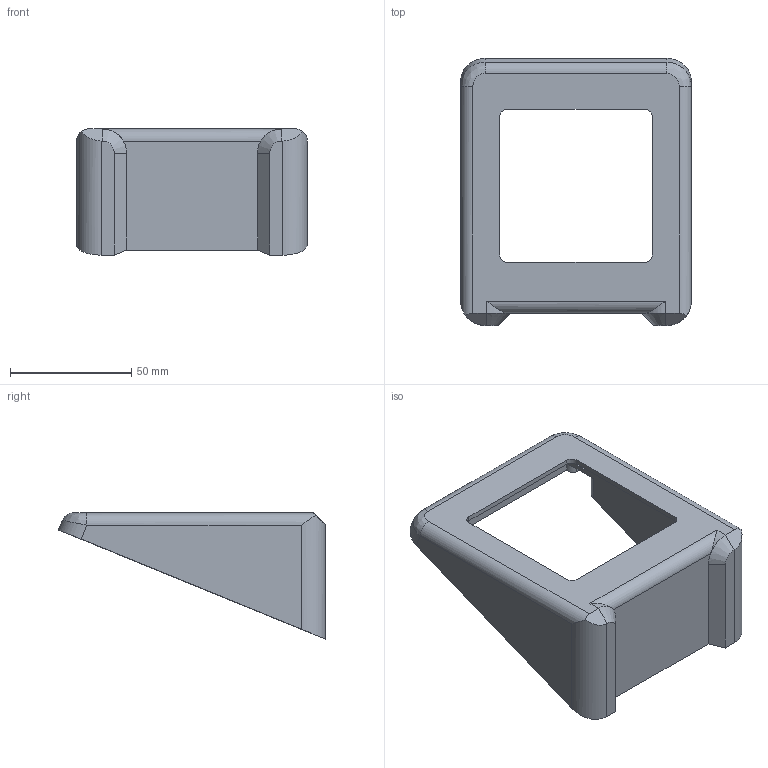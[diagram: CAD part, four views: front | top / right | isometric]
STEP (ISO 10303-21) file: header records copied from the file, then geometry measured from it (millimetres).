
FILE_DESCRIPTION (( 'STEP AP203' ), '1' );
FILE_NAME ('Keypad Holder 02.STEP', '2024-02-22T16:50:19', ( '' ), ( '' ), 'SwSTEP 2.0', 'SolidWorks 2020', '' );
FILE_SCHEMA (( 'CONFIG_CONTROL_DESIGN' ));
Length unit declared in the file: millimetre
Products named in the file (1): Keypad Holder 02
Bounding box: 95 x 110 x 52 mm (x, y, z)
Volume: 95551.7 mm3; surface area: 34479.4 mm2
Topology: 1 solids, 1 shells, 98 faces, 273 edges, 178 vertices
Faces by surface type: plane 58, cylinder 36, cone 2, bspline 2
Entity records: 3312 total; most frequent: CARTESIAN_POINT 742, ORIENTED_EDGE 546, DIRECTION 489, EDGE_CURVE 273, LINE 195, VECTOR 195, VERTEX_POINT 178, AXIS2_PLACEMENT_3D 147
